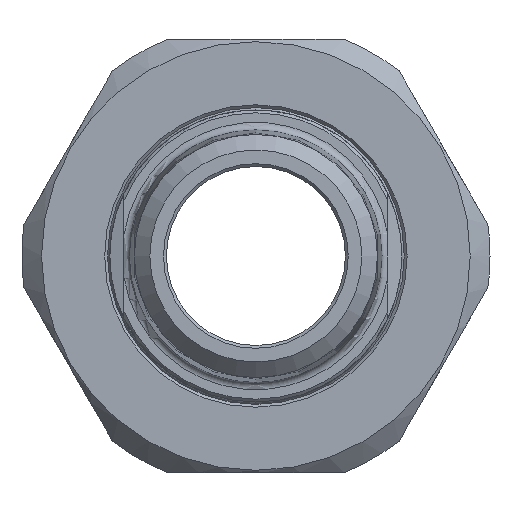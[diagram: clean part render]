
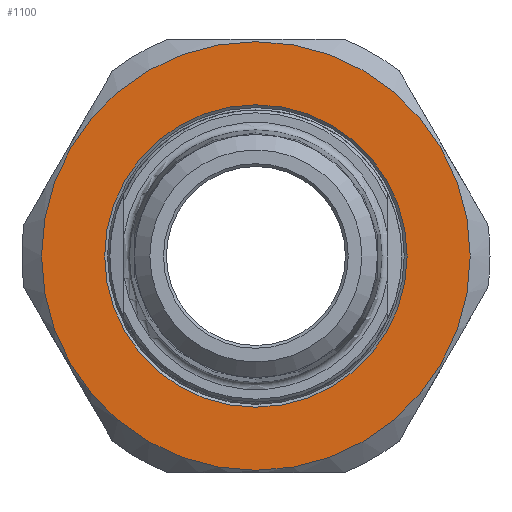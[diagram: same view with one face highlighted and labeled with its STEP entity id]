
A CAD part, left-side view. The second image highlights one B-rep face of the part: STEP entity #1100.
In plain terms, the highlighted planar face has unit normal (-1, 0, 0).
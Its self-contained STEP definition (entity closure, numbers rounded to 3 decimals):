
#43=FACE_BOUND('',#210,.T.);
#103=PLANE('',#1264);
#142=FACE_OUTER_BOUND('',#209,.T.);
#209=EDGE_LOOP('',(#835));
#210=EDGE_LOOP('',(#836));
#391=CIRCLE('',#1244,22.75);
#401=CIRCLE('',#1263,16.05);
#487=VERTEX_POINT('',#1855);
#496=VERTEX_POINT('',#1890);
#610=EDGE_CURVE('',#487,#487,#391,.T.);
#624=EDGE_CURVE('',#496,#496,#401,.T.);
#835=ORIENTED_EDGE('',*,*,#610,.T.);
#836=ORIENTED_EDGE('',*,*,#624,.F.);
#1100=ADVANCED_FACE('',(#142,#43),#103,.T.);
#1244=AXIS2_PLACEMENT_3D('',#1857,#1445,#1446);
#1263=AXIS2_PLACEMENT_3D('',#1891,#1486,#1487);
#1264=AXIS2_PLACEMENT_3D('',#1893,#1489,#1490);
#1445=DIRECTION('center_axis',(-1.,0.,0.));
#1446=DIRECTION('ref_axis',(0.,1.,0.));
#1486=DIRECTION('center_axis',(-1.,0.,0.));
#1487=DIRECTION('ref_axis',(0.,0.,-1.));
#1489=DIRECTION('center_axis',(-1.,0.,0.));
#1490=DIRECTION('ref_axis',(0.,0.,1.));
#1855=CARTESIAN_POINT('',(-19.,-22.75,0.));
#1857=CARTESIAN_POINT('Origin',(-19.,0.,0.));
#1890=CARTESIAN_POINT('',(-19.,0.,16.05));
#1891=CARTESIAN_POINT('Origin',(-19.,0.,0.));
#1893=CARTESIAN_POINT('Origin',(-19.,0.,0.));
